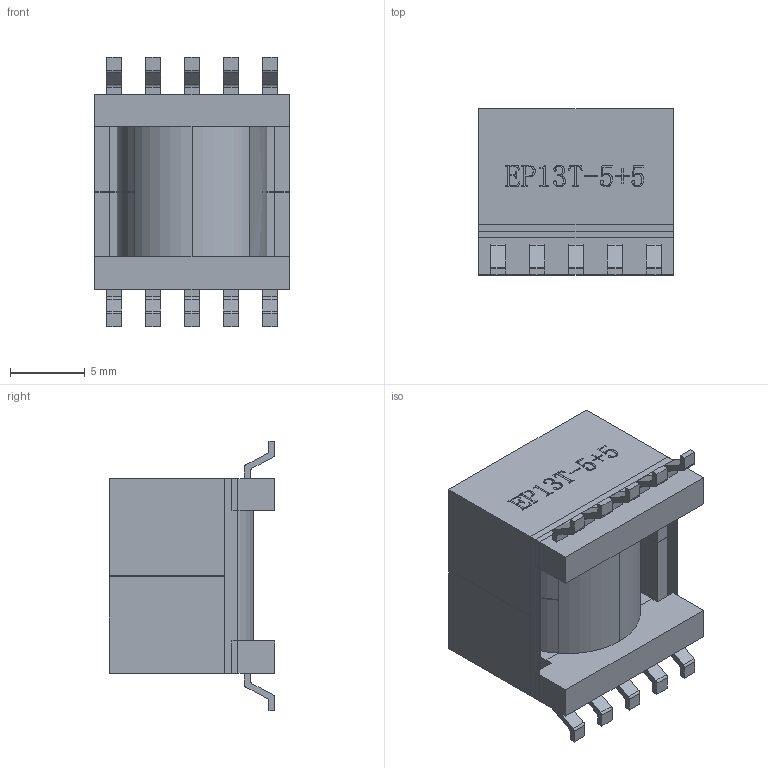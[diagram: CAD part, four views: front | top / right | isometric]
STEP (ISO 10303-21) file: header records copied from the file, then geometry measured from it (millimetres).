
FILE_DESCRIPTION (( 'STEP AP214' ), '1' );
FILE_NAME ('User Library-EP13T-5+5.STEP', '2020-03-04T01:48:30', ( '' ), ( '' ), 'SwSTEP 2.0', 'SolidWorks 2019', '' );
FILE_SCHEMA (( 'AUTOMOTIVE_DESIGN' ));
Length unit declared in the file: millimetre
Products named in the file (1): User Library-EP13T-5+5
Bounding box: 13 x 11.08 x 18.01 mm (x, y, z)
Volume: 1454.5 mm3; surface area: 1572.2 mm2
Topology: 6 solids, 6 shells, 366 faces, 1015 edges, 671 vertices
Faces by surface type: plane 248, bspline 70, cylinder 48
Entity records: 14856 total; most frequent: CARTESIAN_POINT 5169, ORIENTED_EDGE 2030, DIRECTION 1567, EDGE_CURVE 1015, LINE 773, VECTOR 773, VERTEX_POINT 671, AXIS2_PLACEMENT_3D 397
